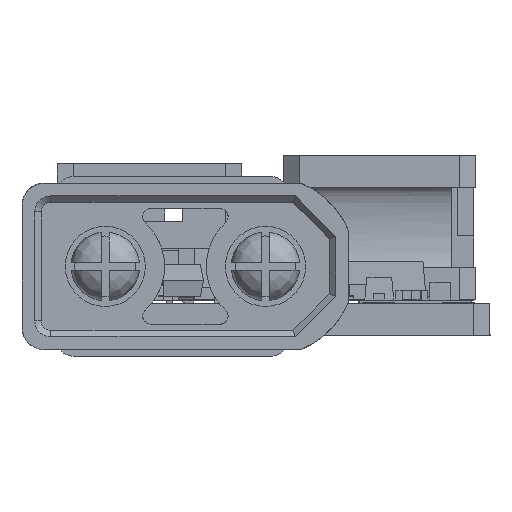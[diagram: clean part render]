
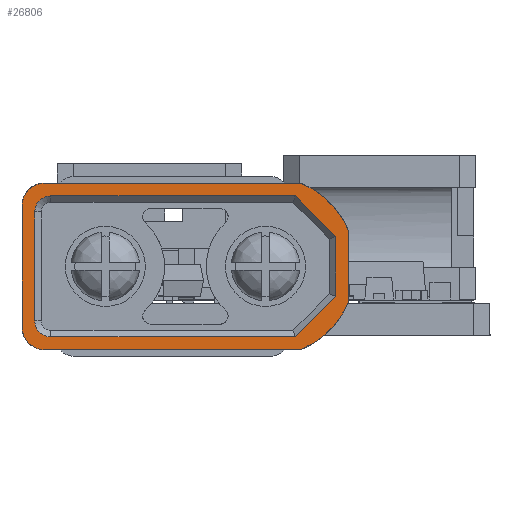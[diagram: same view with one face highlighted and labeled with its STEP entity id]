
A CAD part, front view. The second image highlights one B-rep face of the part: STEP entity #26806.
In plain terms, the highlighted planar face has unit normal (0, -1, 0).
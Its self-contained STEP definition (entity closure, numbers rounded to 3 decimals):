
#608 = VERTEX_POINT ( 'NONE', #32069 ) ;
#691 = ORIENTED_EDGE ( 'NONE', *, *, #21775, .T. ) ;
#779 = LINE ( 'NONE', #38994, #18432 ) ;
#1045 = DIRECTION ( 'NONE',  ( -1., 0., 0. ) ) ;
#1298 = AXIS2_PLACEMENT_3D ( 'NONE', #43466, #22218, #1045 ) ;
#1742 = ORIENTED_EDGE ( 'NONE', *, *, #18359, .T. ) ;
#1836 = CARTESIAN_POINT ( 'NONE',  ( 0.093, -41.38, 3.938 ) ) ;
#2017 = EDGE_LOOP ( 'NONE', ( #43371, #4088, #30412, #4882, #1742, #23848, #27233, #39017 ) ) ;
#2164 = VERTEX_POINT ( 'NONE', #29477 ) ;
#2373 = VERTEX_POINT ( 'NONE', #12138 ) ;
#2426 = VERTEX_POINT ( 'NONE', #36496 ) ;
#2568 = LINE ( 'NONE', #15595, #10849 ) ;
#2765 = DIRECTION ( 'NONE',  ( 0., 1., 0. ) ) ;
#2850 = CARTESIAN_POINT ( 'NONE',  ( 0.293, -41.38, -0.862 ) ) ;
#2945 = VECTOR ( 'NONE', #16607, 1000. ) ;
#3249 = CIRCLE ( 'NONE', #1298, 0.7 ) ;
#3379 = CIRCLE ( 'NONE', #15031, 0.5 ) ;
#3552 = LINE ( 'NONE', #5387, #22388 ) ;
#3658 = DIRECTION ( 'NONE',  ( 0., 0., -1. ) ) ;
#4088 = ORIENTED_EDGE ( 'NONE', *, *, #10400, .F. ) ;
#4882 = ORIENTED_EDGE ( 'NONE', *, *, #27383, .T. ) ;
#5091 = DIRECTION ( 'NONE',  ( -0.707, 0., -0.707 ) ) ;
#5387 = CARTESIAN_POINT ( 'NONE',  ( -0.207, -41.38, 3.238 ) ) ;
#5895 = LINE ( 'NONE', #42257, #15289 ) ;
#6063 = EDGE_CURVE ( 'NONE', #608, #45688, #11609, .T. ) ;
#6361 = ORIENTED_EDGE ( 'NONE', *, *, #6063, .T. ) ;
#7093 = AXIS2_PLACEMENT_3D ( 'NONE', #33527, #12244, #37045 ) ;
#7778 = CARTESIAN_POINT ( 'NONE',  ( 0.093, -41.38, 3.938 ) ) ;
#8068 = VERTEX_POINT ( 'NONE', #31322 ) ;
#8740 = CARTESIAN_POINT ( 'NONE',  ( 0.093, -41.38, 3.238 ) ) ;
#8789 = EDGE_CURVE ( 'NONE', #2164, #44186, #5895, .T. ) ;
#9035 = DIRECTION ( 'NONE',  ( 0., 1., 0. ) ) ;
#9332 = VECTOR ( 'NONE', #31637, 1000. ) ;
#10250 = CARTESIAN_POINT ( 'NONE',  ( 7.927, -41.38, 3.538 ) ) ;
#10400 = EDGE_CURVE ( 'NONE', #2164, #2373, #24080, .T. ) ;
#10512 = VECTOR ( 'NONE', #23200, 1000. ) ;
#10849 = VECTOR ( 'NONE', #5091, 1000. ) ;
#10855 = CARTESIAN_POINT ( 'NONE',  ( 0.093, -41.38, -0.562 ) ) ;
#10856 = EDGE_CURVE ( 'NONE', #16178, #608, #45160, .T. ) ;
#11609 = LINE ( 'NONE', #18235, #10512 ) ;
#11697 = EDGE_CURVE ( 'NONE', #26299, #2426, #40073, .T. ) ;
#12138 = CARTESIAN_POINT ( 'NONE',  ( 8.093, -41.38, -1.262 ) ) ;
#12244 = DIRECTION ( 'NONE',  ( 0., -1., 0. ) ) ;
#12700 = EDGE_CURVE ( 'NONE', #21196, #44058, #3379, .T. ) ;
#13427 = CARTESIAN_POINT ( 'NONE',  ( 9.193, -41.38, 2.272 ) ) ;
#14380 = DIRECTION ( 'NONE',  ( -1., 0., 0. ) ) ;
#14899 = DIRECTION ( 'NONE',  ( -1., 0., 0. ) ) ;
#14902 = EDGE_CURVE ( 'NONE', #45688, #26275, #18725, .T. ) ;
#15031 = AXIS2_PLACEMENT_3D ( 'NONE', #30294, #9035, #33850 ) ;
#15176 = ORIENTED_EDGE ( 'NONE', *, *, #12700, .T. ) ;
#15289 = VECTOR ( 'NONE', #38686, 1000. ) ;
#15502 = CARTESIAN_POINT ( 'NONE',  ( -0.607, -41.38, 3.238 ) ) ;
#15595 = CARTESIAN_POINT ( 'NONE',  ( 9.193, -41.38, 0.404 ) ) ;
#15636 = ORIENTED_EDGE ( 'NONE', *, *, #24422, .T. ) ;
#15790 = CARTESIAN_POINT ( 'NONE',  ( 8.093, -41.38, 3.938 ) ) ;
#16178 = VERTEX_POINT ( 'NONE', #24019 ) ;
#16535 = EDGE_CURVE ( 'NONE', #22867, #26486, #2568, .T. ) ;
#16607 = DIRECTION ( 'NONE',  ( 1., 0., 0. ) ) ;
#17129 = CARTESIAN_POINT ( 'NONE',  ( -0.607, -41.38, 3.238 ) ) ;
#18235 = CARTESIAN_POINT ( 'NONE',  ( 0.093, -41.38, 3.538 ) ) ;
#18359 = EDGE_CURVE ( 'NONE', #41244, #44383, #44222, .T. ) ;
#18432 = VECTOR ( 'NONE', #3658, 1000. ) ;
#18725 = LINE ( 'NONE', #10250, #9332 ) ;
#19390 = DIRECTION ( 'NONE',  ( 0., 1., 0. ) ) ;
#19523 = ORIENTED_EDGE ( 'NONE', *, *, #10856, .T. ) ;
#19638 = DIRECTION ( 'NONE',  ( 0., 0., 1. ) ) ;
#19654 = CARTESIAN_POINT ( 'NONE',  ( 9.593, -41.38, 2.438 ) ) ;
#19939 = FACE_BOUND ( 'NONE', #30947, .T. ) ;
#20758 = CIRCLE ( 'NONE', #37937, 0.7 ) ;
#21196 = VERTEX_POINT ( 'NONE', #2850 ) ;
#21584 = EDGE_CURVE ( 'NONE', #8068, #2373, #31227, .T. ) ;
#21775 = EDGE_CURVE ( 'NONE', #26486, #21196, #31752, .T. ) ;
#21970 = CARTESIAN_POINT ( 'NONE',  ( -0.207, -41.38, -0.362 ) ) ;
#22218 = DIRECTION ( 'NONE',  ( 0., 1., 0. ) ) ;
#22306 = VECTOR ( 'NONE', #31815, 1000. ) ;
#22388 = VECTOR ( 'NONE', #19638, 1000. ) ;
#22867 = VERTEX_POINT ( 'NONE', #23646 ) ;
#23002 = DIRECTION ( 'NONE',  ( -1., 0., 0. ) ) ;
#23200 = DIRECTION ( 'NONE',  ( 1., 0., 0. ) ) ;
#23646 = CARTESIAN_POINT ( 'NONE',  ( 9.193, -41.38, 0.404 ) ) ;
#23848 = ORIENTED_EDGE ( 'NONE', *, *, #28414, .F. ) ;
#23971 = CARTESIAN_POINT ( 'NONE',  ( 0.293, -41.38, 3.038 ) ) ;
#24019 = CARTESIAN_POINT ( 'NONE',  ( -0.207, -41.38, 3.038 ) ) ;
#24080 = CIRCLE ( 'NONE', #43530, 2.823 ) ;
#24422 = EDGE_CURVE ( 'NONE', #44058, #16178, #3552, .T. ) ;
#25924 = ORIENTED_EDGE ( 'NONE', *, *, #16535, .T. ) ;
#26275 = VERTEX_POINT ( 'NONE', #13427 ) ;
#26299 = VERTEX_POINT ( 'NONE', #17129 ) ;
#26486 = VERTEX_POINT ( 'NONE', #39310 ) ;
#26806 = ADVANCED_FACE ( 'NONE', ( #19939, #39932 ), #37108, .T. ) ;
#27081 = ORIENTED_EDGE ( 'NONE', *, *, #33831, .T. ) ;
#27233 = ORIENTED_EDGE ( 'NONE', *, *, #11697, .T. ) ;
#27383 = EDGE_CURVE ( 'NONE', #44186, #41244, #43756, .T. ) ;
#27558 = DIRECTION ( 'NONE',  ( -1., 0., 0. ) ) ;
#28414 = EDGE_CURVE ( 'NONE', #26299, #44383, #3249, .T. ) ;
#29477 = CARTESIAN_POINT ( 'NONE',  ( 9.593, -41.38, 0.238 ) ) ;
#29899 = AXIS2_PLACEMENT_3D ( 'NONE', #23971, #2765, #27558 ) ;
#30294 = CARTESIAN_POINT ( 'NONE',  ( 0.293, -41.38, -0.362 ) ) ;
#30412 = ORIENTED_EDGE ( 'NONE', *, *, #8789, .T. ) ;
#30947 = EDGE_LOOP ( 'NONE', ( #15636, #19523, #6361, #39637, #27081, #25924, #691, #15176 ) ) ;
#31227 = LINE ( 'NONE', #41444, #2945 ) ;
#31322 = CARTESIAN_POINT ( 'NONE',  ( 0.093, -41.38, -1.262 ) ) ;
#31637 = DIRECTION ( 'NONE',  ( 0.707, 0., -0.707 ) ) ;
#31750 = VECTOR ( 'NONE', #36784, 1000. ) ;
#31752 = LINE ( 'NONE', #45916, #22306 ) ;
#31815 = DIRECTION ( 'NONE',  ( -1., 0., 0. ) ) ;
#32069 = CARTESIAN_POINT ( 'NONE',  ( 0.293, -41.38, 3.538 ) ) ;
#32821 = EDGE_CURVE ( 'NONE', #2426, #8068, #20758, .T. ) ;
#33527 = CARTESIAN_POINT ( 'NONE',  ( 6.993, -41.38, 1.338 ) ) ;
#33831 = EDGE_CURVE ( 'NONE', #26275, #22867, #779, .T. ) ;
#33850 = DIRECTION ( 'NONE',  ( -1., 0., 0. ) ) ;
#34754 = VECTOR ( 'NONE', #14899, 1000. ) ;
#35664 = DIRECTION ( 'NONE',  ( 0., -1., 0. ) ) ;
#36496 = CARTESIAN_POINT ( 'NONE',  ( -0.607, -41.38, -0.562 ) ) ;
#36784 = DIRECTION ( 'NONE',  ( 0., 0., -1. ) ) ;
#37045 = DIRECTION ( 'NONE',  ( -1., 0., 0. ) ) ;
#37108 = PLANE ( 'NONE',  #45441 ) ;
#37937 = AXIS2_PLACEMENT_3D ( 'NONE', #10855, #35664, #14380 ) ;
#38686 = DIRECTION ( 'NONE',  ( 0., 0., 1. ) ) ;
#38994 = CARTESIAN_POINT ( 'NONE',  ( 9.193, -41.38, 3.238 ) ) ;
#39017 = ORIENTED_EDGE ( 'NONE', *, *, #32821, .T. ) ;
#39310 = CARTESIAN_POINT ( 'NONE',  ( 7.927, -41.38, -0.862 ) ) ;
#39637 = ORIENTED_EDGE ( 'NONE', *, *, #14902, .T. ) ;
#39932 = FACE_OUTER_BOUND ( 'NONE', #2017, .T. ) ;
#40073 = LINE ( 'NONE', #15502, #31750 ) ;
#40664 = CARTESIAN_POINT ( 'NONE',  ( 6.993, -41.38, 1.338 ) ) ;
#41244 = VERTEX_POINT ( 'NONE', #15790 ) ;
#41444 = CARTESIAN_POINT ( 'NONE',  ( -0.607, -41.38, -1.262 ) ) ;
#42257 = CARTESIAN_POINT ( 'NONE',  ( 9.593, -41.38, 3.238 ) ) ;
#43036 = CARTESIAN_POINT ( 'NONE',  ( 7.927, -41.38, 3.538 ) ) ;
#43371 = ORIENTED_EDGE ( 'NONE', *, *, #21584, .T. ) ;
#43466 = CARTESIAN_POINT ( 'NONE',  ( 0.093, -41.38, 3.238 ) ) ;
#43530 = AXIS2_PLACEMENT_3D ( 'NONE', #40664, #19390, #44247 ) ;
#43756 = CIRCLE ( 'NONE', #7093, 2.823 ) ;
#44058 = VERTEX_POINT ( 'NONE', #21970 ) ;
#44186 = VERTEX_POINT ( 'NONE', #19654 ) ;
#44222 = LINE ( 'NONE', #7778, #34754 ) ;
#44247 = DIRECTION ( 'NONE',  ( -1., 0., 0. ) ) ;
#44274 = DIRECTION ( 'NONE',  ( 0., -1., 0. ) ) ;
#44383 = VERTEX_POINT ( 'NONE', #1836 ) ;
#45160 = CIRCLE ( 'NONE', #29899, 0.5 ) ;
#45441 = AXIS2_PLACEMENT_3D ( 'NONE', #8740, #44274, #23002 ) ;
#45688 = VERTEX_POINT ( 'NONE', #43036 ) ;
#45916 = CARTESIAN_POINT ( 'NONE',  ( 0.093, -41.38, -0.862 ) ) ;
